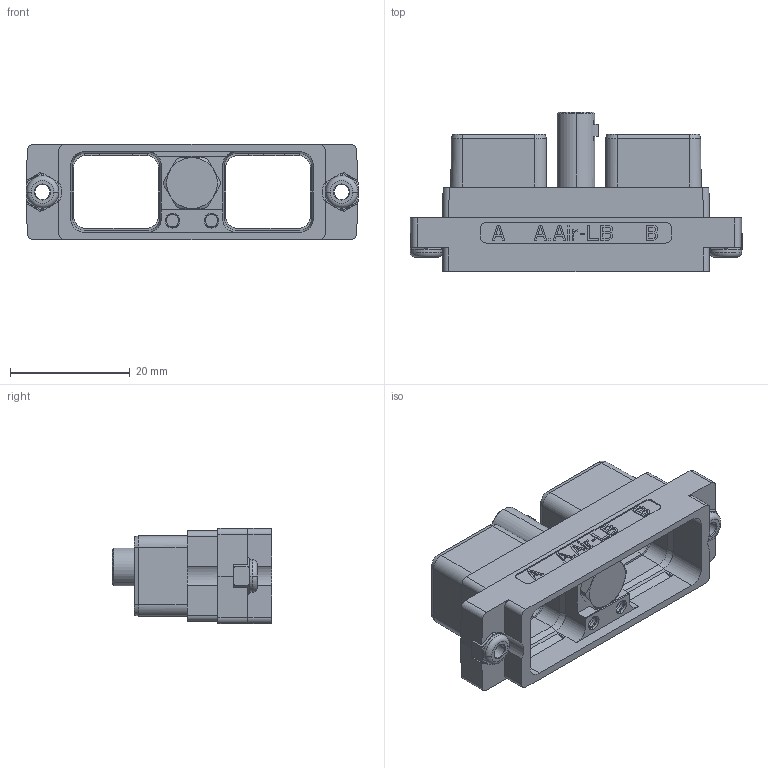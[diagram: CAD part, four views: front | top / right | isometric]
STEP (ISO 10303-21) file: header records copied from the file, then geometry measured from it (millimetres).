
FILE_DESCRIPTION((''),'2;1');
FILE_NAME('SIM2B43KG','2019-09-25T',('presta_be4'),(''),'PRO/ENGINEER BY PARAMETRIC TECHNOLOGY CORPORATION, 2014310','PRO/ENGINEER BY PARAMETRIC TECHNOLOGY CORPORATION, 2014310','');
FILE_SCHEMA(('CONFIG_CONTROL_DESIGN'));
Length unit declared in the file: millimetre
Products named in the file (1): SIM2B43KG
Bounding box: 55.5 x 26.65 x 15.93 mm (x, y, z)
Volume: 5585.9 mm3; surface area: 7685.3 mm2
Topology: 1 solids, 1 shells, 825 faces, 2209 edges, 1432 vertices
Faces by surface type: plane 584, cylinder 135, cone 70, bspline 20, torus 16
Entity records: 32728 total; most frequent: CARTESIAN_POINT 12335, ORIENTED_EDGE 4414, DIRECTION 3895, EDGE_CURVE 2207, VECTOR 1673, LINE 1673, VERTEX_POINT 1432, AXIS2_PLACEMENT_3D 1111
